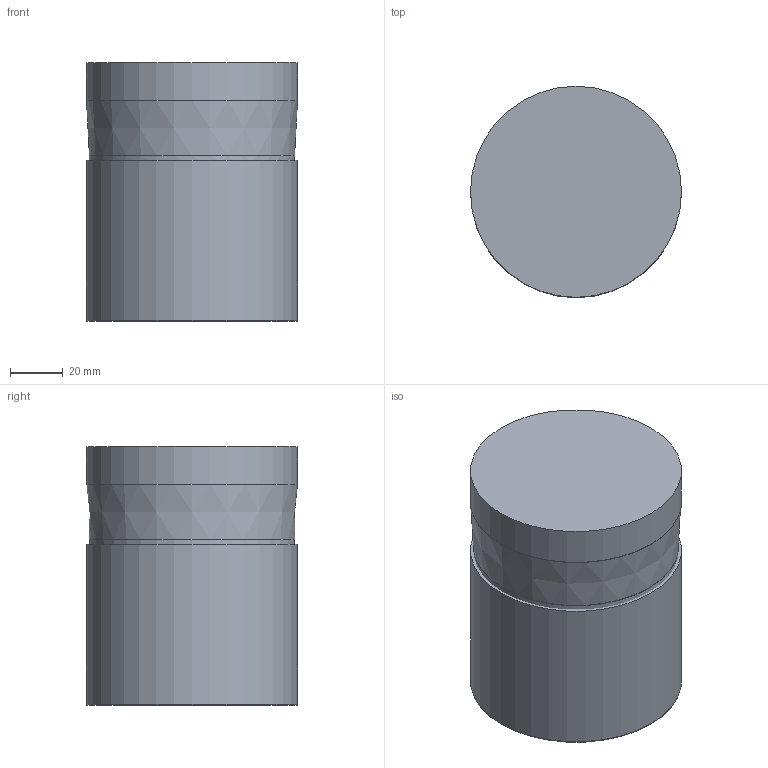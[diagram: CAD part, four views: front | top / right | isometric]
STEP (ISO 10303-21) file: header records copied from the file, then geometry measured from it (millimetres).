
FILE_DESCRIPTION(/* description */ ('3-D model version:1'),/* implementation_level */ '2;1');
FILE_NAME(/* name */ '690-080Q32-1461M',/* time_stamp */ '2014-06-17T15:59:08+02:00',/* author */ ('CappDp'),/* organization */ ('AB Sandvik Coromant'),/* preprocessor_version */ 'ST-DEVELOPER v11',/* originating_system */ 'SIEMENS UGS NX 6.0',/* authorisation */ '');
FILE_SCHEMA (('AP203_CONFIGURATION_CONTROLLED_3D_DESIGN_OF_MECHANICAL_PARTS_AND_ASSEMBLIES_MIM_LF'));
Length unit declared in the file: millimetre
Products named in the file (1): 3449_1_3D
Bounding box: 80 x 80 x 98 mm (x, y, z)
Surface area: 64604.1 mm2
Topology: 2 solids, 2 shells, 28 faces, 64 edges, 40 vertices
Faces by surface type: cone 14, torus 6, plane 4, cylinder 4
Full cylindrical faces by diameter (mm): 52 x1, 77.787 x1, 80 x2
Entity records: 660 total; most frequent: DIRECTION 112, CARTESIAN_POINT 83, AXIS2_PLACEMENT_3D 56, EDGE_LOOP 54, ORIENTED_EDGE 54, FACE_BOUND 52, ADVANCED_FACE 28, VERTEX_POINT 27
